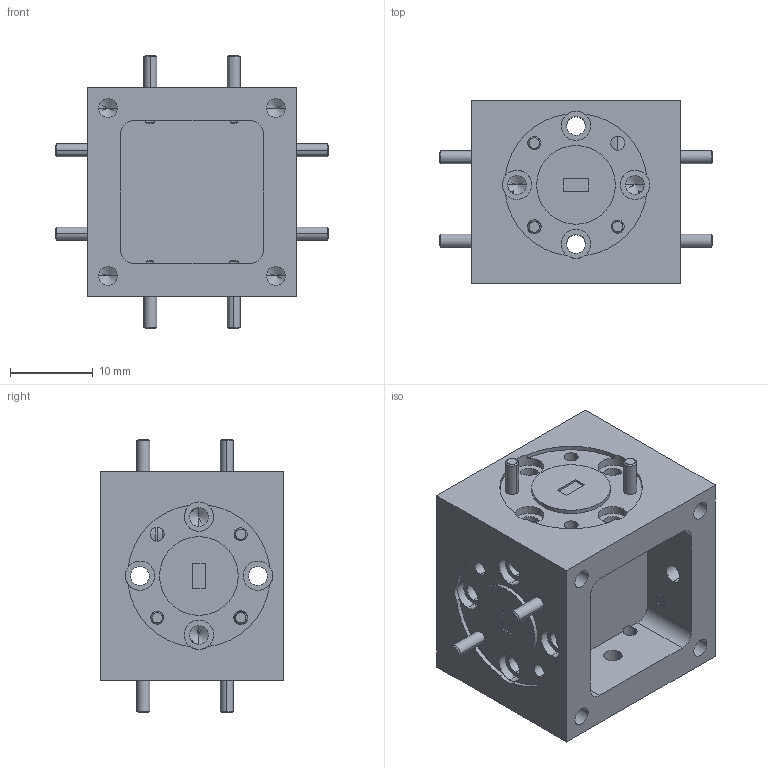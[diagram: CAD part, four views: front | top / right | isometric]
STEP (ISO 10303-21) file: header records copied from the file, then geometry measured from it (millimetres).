
FILE_DESCRIPTION (( 'STEP AP203' ), '1' );
FILE_NAME ('WX-BE-4-F7-A.STEP', '2022-11-16T03:50:10', ( '' ), ( '' ), 'SwSTEP 2.0', 'SolidWorks 2021', '' );
FILE_SCHEMA (( 'CONFIG_CONTROL_DESIGN' ));
Length unit declared in the file: inch
Products named in the file (1): WX-BE-4-F7-A
Bounding box: 33.15 x 22.23 x 33.15 mm (x, y, z)
Volume: 9179.6 mm3; surface area: 6541.9 mm2
Topology: 17 solids, 17 shells, 454 faces, 1093 edges, 670 vertices
Faces by surface type: cylinder 202, plane 136, cone 116
Entity records: 13382 total; most frequent: CARTESIAN_POINT 2454, DIRECTION 2449, ORIENTED_EDGE 2122, EDGE_CURVE 1061, AXIS2_PLACEMENT_3D 985, VERTEX_POINT 670, EDGE_LOOP 539, CIRCLE 530
